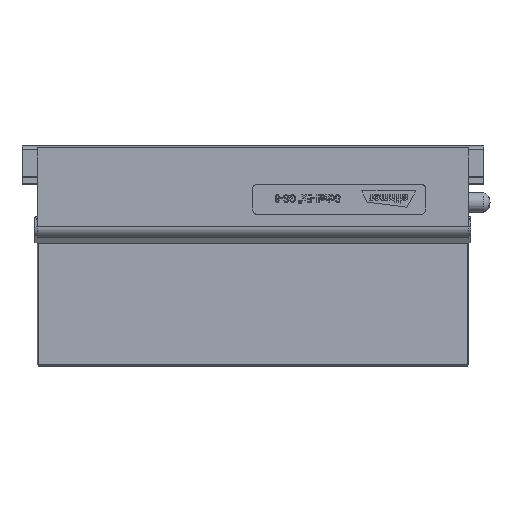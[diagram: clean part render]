
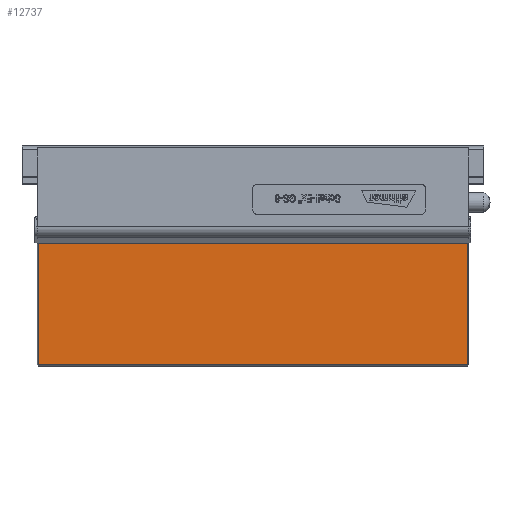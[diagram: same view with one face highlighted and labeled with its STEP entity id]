
A CAD part, left-side view. The second image highlights one B-rep face of the part: STEP entity #12737.
In plain terms, the highlighted planar face has unit normal (-1, 0, 0).
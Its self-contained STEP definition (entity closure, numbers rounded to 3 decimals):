
#955=PLANE('',#14001);
#4760=ORIENTED_EDGE('',*,*,#6716,.T.);
#4761=ORIENTED_EDGE('',*,*,#6717,.T.);
#4762=ORIENTED_EDGE('',*,*,#6718,.T.);
#4763=ORIENTED_EDGE('',*,*,#6719,.T.);
#6716=EDGE_CURVE('',#7982,#7983,#9144,.T.);
#6717=EDGE_CURVE('',#7983,#7984,#9145,.T.);
#6718=EDGE_CURVE('',#7984,#7985,#9146,.T.);
#6719=EDGE_CURVE('',#7985,#7982,#9147,.T.);
#7982=VERTEX_POINT('',#25219);
#7983=VERTEX_POINT('',#25220);
#7984=VERTEX_POINT('',#25222);
#7985=VERTEX_POINT('',#25224);
#9144=LINE('',#25218,#10318);
#9145=LINE('',#25221,#10319);
#9146=LINE('',#25223,#10320);
#9147=LINE('',#25225,#10321);
#10318=VECTOR('',#17023,1000.);
#10319=VECTOR('',#17024,1000.);
#10320=VECTOR('',#17025,1000.);
#10321=VECTOR('',#17026,1000.);
#11100=EDGE_LOOP('',(#4760,#4761,#4762,#4763));
#11862=FACE_BOUND('',#11100,.T.);
#12737=ADVANCED_FACE('',(#11862),#955,.F.);
#14001=AXIS2_PLACEMENT_3D('',#25217,#17021,#17022);
#17021=DIRECTION('',(1.,0.,0.));
#17022=DIRECTION('',(0.,0.,-1.));
#17023=DIRECTION('',(0.,0.,-1.));
#17024=DIRECTION('',(0.,-1.,0.));
#17025=DIRECTION('',(0.,0.,1.));
#17026=DIRECTION('',(0.,1.,0.));
#25217=CARTESIAN_POINT('',(0.,-50.,200.));
#25218=CARTESIAN_POINT('',(0.,49.5,200.));
#25219=CARTESIAN_POINT('',(0.,49.5,199.5));
#25220=CARTESIAN_POINT('',(0.,49.5,0.5));
#25221=CARTESIAN_POINT('',(0.,-50.,0.5));
#25222=CARTESIAN_POINT('',(0.,-49.5,0.5));
#25223=CARTESIAN_POINT('',(0.,-49.5,200.));
#25224=CARTESIAN_POINT('',(0.,-49.5,199.5));
#25225=CARTESIAN_POINT('',(0.,-50.,199.5));
